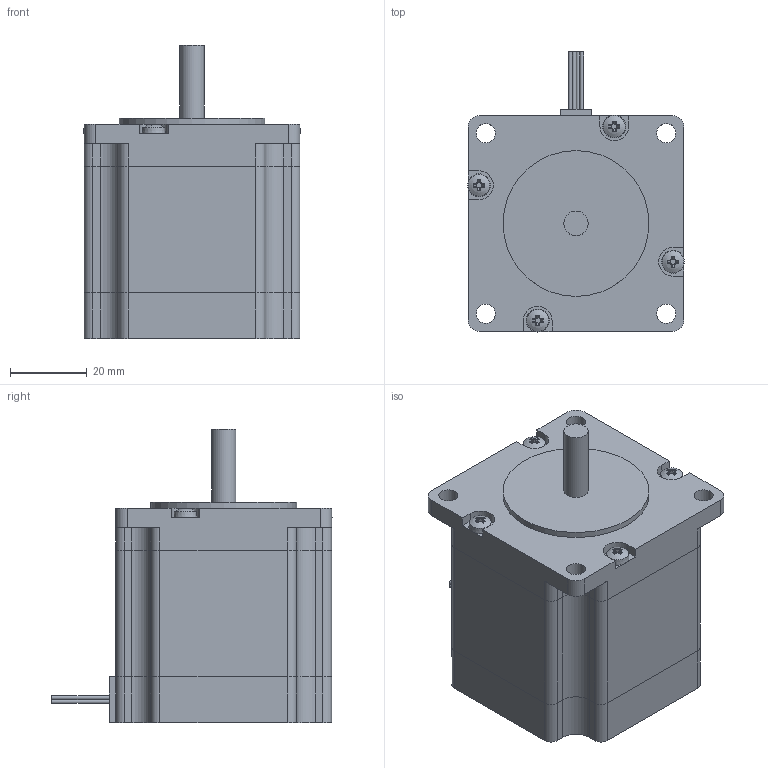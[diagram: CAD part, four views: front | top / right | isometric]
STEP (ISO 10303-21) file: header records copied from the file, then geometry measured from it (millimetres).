
FILE_DESCRIPTION((''),'2;1');
FILE_NAME('ST5918M3008-A.stp','2015-02-17T07:51:13',('schneid_a'),(''),'Autodesk Inventor 2010','Autodesk Inventor 2010','');
FILE_SCHEMA(('AUTOMOTIVE_DESIGN { 1 0 10303 214 1 1 1 1 }'));
Length unit declared in the file: millimetre
Products named in the file (1): ST5918M2008-A
Bounding box: 56.7 x 73.25 x 76.6 mm (x, y, z)
Volume: 163470.2 mm3; surface area: 31956.1 mm2
Topology: 10 solids, 10 shells, 302 faces, 795 edges, 511 vertices
Faces by surface type: plane 158, cylinder 76, cone 60, sphere 4, bspline 4
Full cylindrical faces by diameter (mm): 1 x6, 2.75 x4, 3 x8, 5 x4, 6.35 x1, 38.1 x1
Entity records: 9335 total; most frequent: CARTESIAN_POINT 1883, DIRECTION 1590, ORIENTED_EDGE 1488, EDGE_CURVE 744, AXIS2_PLACEMENT_3D 611, VERTEX_POINT 500, VECTOR 368, LINE 368
